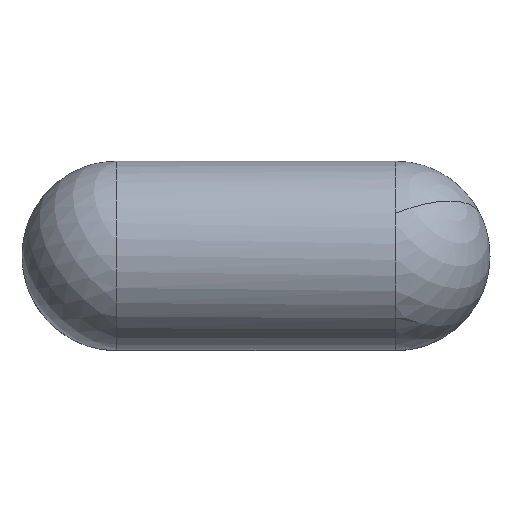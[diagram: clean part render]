
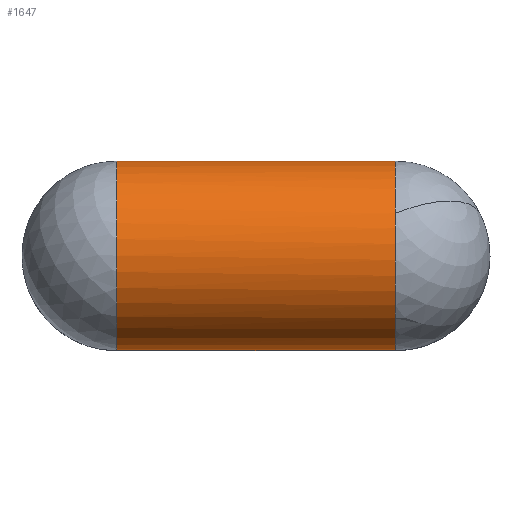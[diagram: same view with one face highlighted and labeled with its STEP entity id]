
A CAD part, top view. The second image highlights one B-rep face of the part: STEP entity #1647.
In plain terms, the highlighted cylindrical face has radius 3.445 mm (diameter 6.89 mm), a partial arc.
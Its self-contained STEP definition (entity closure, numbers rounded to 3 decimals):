
#72=CARTESIAN_POINT('',(5.065,1.541,16.396));
#73=VERTEX_POINT('',#72);
#90=CARTESIAN_POINT('',(5.065,3.445,13.315));
#91=VERTEX_POINT('',#90);
#99=CARTESIAN_POINT('',(5.065,0.,13.315));
#100=DIRECTION('',(1.0,0.0,0.0));
#101=DIRECTION('',(0.0,0.0,1.0));
#102=AXIS2_PLACEMENT_3D('',#99,#100,#101);
#103=CIRCLE('',#102,3.445);
#104=EDGE_CURVE('',#73,#91,#103,.F.);
#1566=CARTESIAN_POINT('',(5.065,-3.445,13.315));
#1567=VERTEX_POINT('',#1566);
#1568=CARTESIAN_POINT('',(5.065,0.,13.315));
#1569=DIRECTION('',(1.0,0.0,0.0));
#1570=DIRECTION('',(0.0,0.0,1.0));
#1571=AXIS2_PLACEMENT_3D('',#1568,#1569,#1570);
#1572=CIRCLE('',#1571,3.445);
#1573=EDGE_CURVE('',#1567,#73,#1572,.F.);
#1591=CARTESIAN_POINT('',(-5.065,3.445,13.315));
#1592=VERTEX_POINT('',#1591);
#1593=CARTESIAN_POINT('',(-5.065,-3.445,13.315));
#1594=VERTEX_POINT('',#1593);
#1619=CARTESIAN_POINT('',(4.255,0.,13.315));
#1620=DIRECTION('',(-1.0,0.0,0.));
#1621=DIRECTION('',(0.0,-0.707,0.707));
#1622=AXIS2_PLACEMENT_3D('',#1619,#1620,#1621);
#1623=CYLINDRICAL_SURFACE('',#1622,3.445);
#1624=CARTESIAN_POINT('',(-5.065,0.,13.315));
#1625=DIRECTION('',(-1.0,0.,0.));
#1626=DIRECTION('',(0.,-0.707,0.707));
#1627=AXIS2_PLACEMENT_3D('',#1624,#1625,#1626);
#1628=CIRCLE('',#1627,3.445);
#1629=EDGE_CURVE('',#1594,#1592,#1628,.T.);
#1630=ORIENTED_EDGE('',*,*,#1629,.F.);
#1631=CARTESIAN_POINT('',(-5.065,-3.445,13.315));
#1632=DIRECTION('',(1.0,0.0,0.0));
#1633=VECTOR('',#1632,10.13);
#1634=LINE('',#1631,#1633);
#1635=EDGE_CURVE('',#1594,#1567,#1634,.T.);
#1636=ORIENTED_EDGE('',*,*,#1635,.T.);
#1637=ORIENTED_EDGE('',*,*,#1573,.T.);
#1638=ORIENTED_EDGE('',*,*,#104,.T.);
#1639=CARTESIAN_POINT('',(5.065,3.445,13.315));
#1640=DIRECTION('',(-1.0,0.0,0.0));
#1641=VECTOR('',#1640,10.13);
#1642=LINE('',#1639,#1641);
#1643=EDGE_CURVE('',#91,#1592,#1642,.T.);
#1644=ORIENTED_EDGE('',*,*,#1643,.T.);
#1645=EDGE_LOOP('',(#1630,#1636,#1637,#1638,#1644));
#1646=FACE_OUTER_BOUND('',#1645,.T.);
#1647=ADVANCED_FACE('',(#1646),#1623,.T.);
